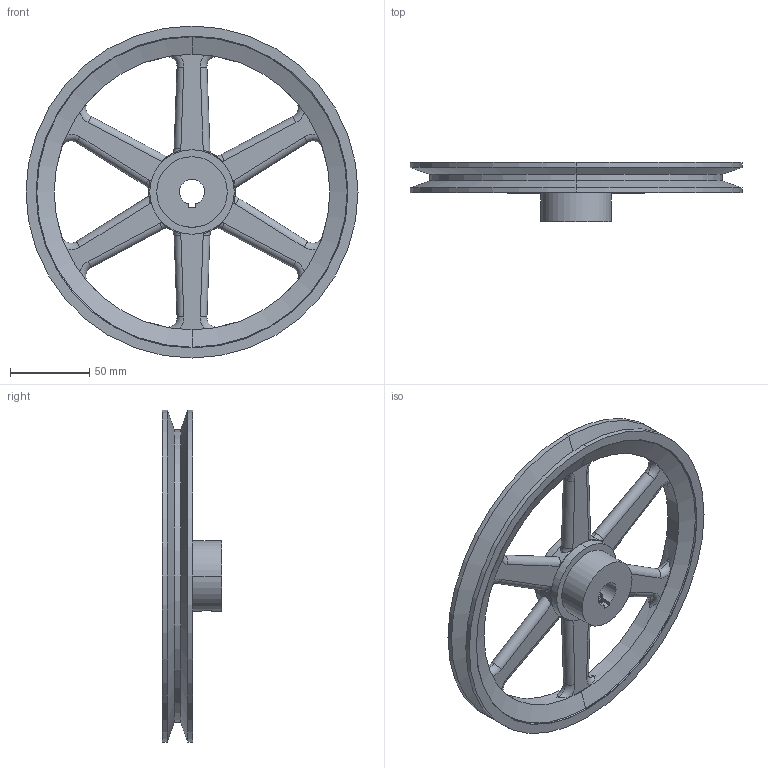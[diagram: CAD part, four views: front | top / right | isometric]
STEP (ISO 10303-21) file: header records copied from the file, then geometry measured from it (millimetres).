
FILE_DESCRIPTION (( 'STEP AP203' ), '1' );
FILE_NAME ('B003N17MM2.3D.STEP', '2013-05-02T10:53:16', ( '' ), ( '' ), 'SwSTEP 2.0', 'SolidWorks 2010', '' );
FILE_SCHEMA (( 'CONFIG_CONTROL_DESIGN' ));
Length unit declared in the file: millimetre
Products named in the file (1): B003N17MM2.3D
Bounding box: 209.55 x 37.31 x 209.55 mm (x, y, z)
Volume: 224062.7 mm3; surface area: 80002.1 mm2
Topology: 1 solids, 1 shells, 160 faces, 466 edges, 304 vertices
Faces by surface type: cylinder 79, torus 48, plane 13, bspline 12, cone 8
Entity records: 9146 total; most frequent: CARTESIAN_POINT 5008, ORIENTED_EDGE 932, DIRECTION 782, EDGE_CURVE 466, AXIS2_PLACEMENT_3D 335, VERTEX_POINT 304, CIRCLE 186, EDGE_LOOP 172
